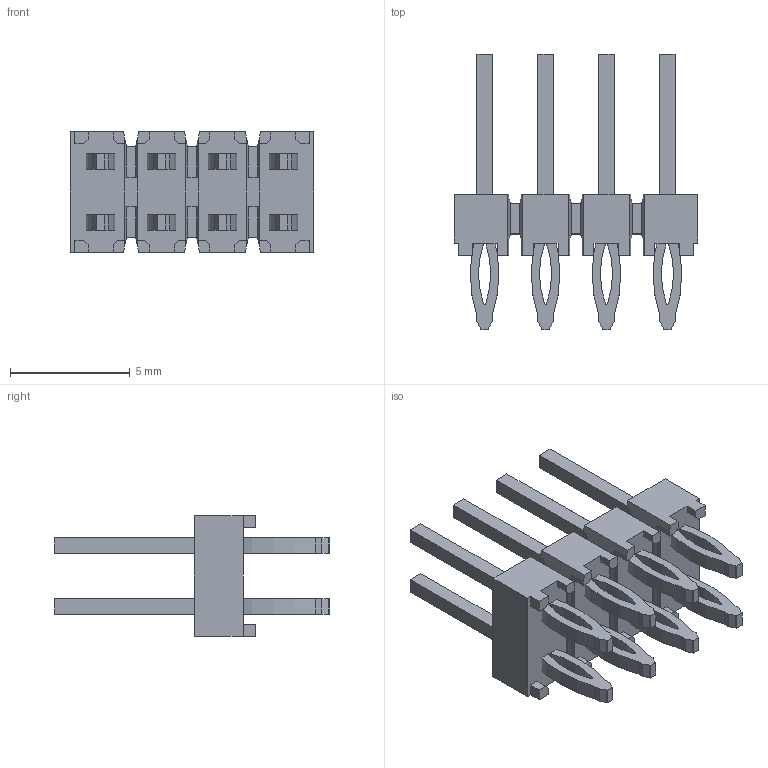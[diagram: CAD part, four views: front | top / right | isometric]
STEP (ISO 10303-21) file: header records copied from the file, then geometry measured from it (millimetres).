
FILE_DESCRIPTION( ( 'STEP AP203' ), '1' );
FILE_NAME( 'PHT-104-01-L-D.stp', '2019-11-18T21:06:05', ( '' ), ( '' ), ' ', 'PARTsolutions', ' ' );
FILE_SCHEMA( ( 'CONFIG_CONTROL_DESIGN' ) );
Length unit declared in the file: inch
Products named in the file (3): PHT-104-01-L-D; _PHT-104-01-D_terminal; _PHT-104-01-D_Pin
Assembly tree (2 placements, depth 2):
  PHT-104-01-L-D
    _PHT-104-01-D_terminal
    _PHT-104-01-D_Pin
Bounding box: 10.16 x 11.48 x 5.03 mm (x, y, z)
Volume: 131.1 mm3; surface area: 574.4 mm2
Topology: 2 solids, 2 shells, 410 faces, 1164 edges, 768 vertices
Faces by surface type: plane 362, cylinder 48
Entity records: 13276 total; most frequent: CARTESIAN_POINT 2345, ORIENTED_EDGE 2328, DIRECTION 2086, EDGE_CURVE 1164, LINE 1068, VECTOR 1068, VERTEX_POINT 768, AXIS2_PLACEMENT_3D 509
